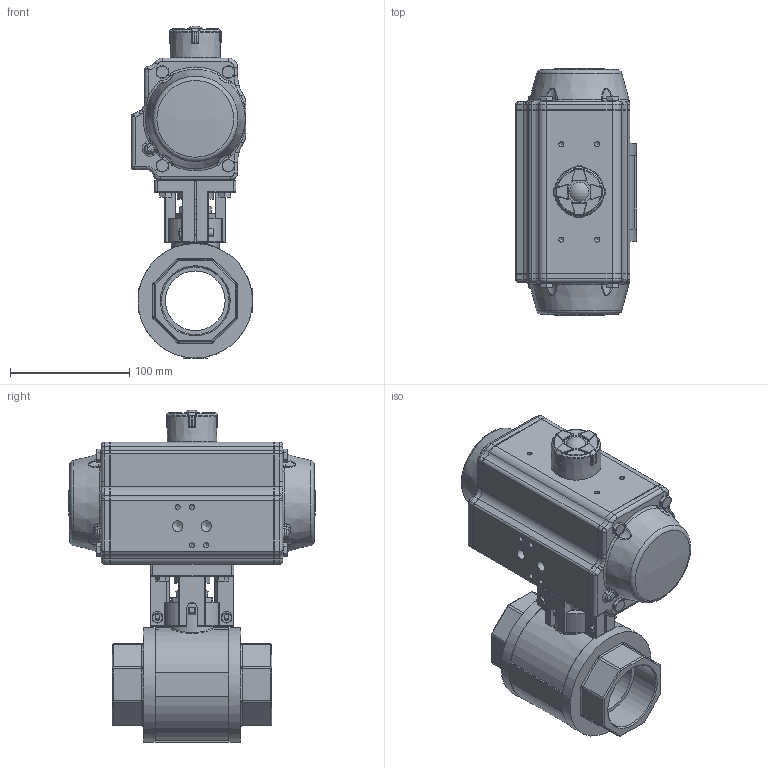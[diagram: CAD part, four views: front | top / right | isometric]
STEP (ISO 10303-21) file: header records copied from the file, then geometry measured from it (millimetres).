
FILE_DESCRIPTION(/* description */ ('Unknown'),/* implementation_level */ '2;1');
FILE_NAME(/* name */ 'DW04 0852-09',/* time_stamp */ '2022-10-20T12:52:12+02:00',/* author */ ('Unknown'),/* organization */ ('Unknown'),/* preprocessor_version */ 'ST-DEVELOPER v16.7',/* originating_system */ 'Solid Edge',/* authorisation */ 'Unknown');
FILE_SCHEMA (('AUTOMOTIVE_DESIGN {1 0 10303 214 3 1 1}'));
Length unit declared in the file: millimetre
Products named in the file (15): DW70-2.852.050; 2.852.050_mit Spindeladapter; Backen F05_F07; DIN912M4x25; DIN126-M4; DIN934_M4; DIN558_M_6x30.1.3; DW04_FR03_(DW70_FR52); ____; ________(___________; _____________; ______; hex head bolts-full thread grade c gb_GB_FASTENER_BOLT_HHBFTC M6X20-N; cup head nib bolts with large head gb_GB_FASTENER_BOLT_CHNBW M6X25-N; KP-75
Assembly tree (30 placements, depth 4):
  DW70-2.852.050
    2.852.050_mit Spindeladapter
    Backen F05_F07  x2
    DIN912M4x25  x2
    DIN126-M4  x2
    DIN934_M4  x2
    DIN558_M_6x30.1.3  x4
    DW04_FR03_(DW70_FR52)
      ____
        ________(___________  x2
        _____________  x2
        ______
      hex head bolts-full thread grade c gb_GB_FASTENER_BOLT_HHBFTC M6X20-N  x8
      cup head nib bolts with large head gb_GB_FASTENER_BOLT_CHNBW M6X25-N
      KP-75
Bounding box: 101.5 x 206.95 x 278.4 mm (x, y, z)
Volume: 2207002.4 mm3; surface area: 219805.7 mm2
Topology: 28 solids, 29 shells, 1363 faces, 3267 edges, 1962 vertices
Faces by surface type: plane 501, cylinder 424, bspline 152, cone 150, torus 111, sphere 25
Full cylindrical faces by diameter (mm): 3 x18, 3.242 x2, 3.3 x8, 4 x2, 4.2 x8, 4.5 x2, 4.66 x1, 5 x13, 6 x13, 6.2 x1, 6.4 x4, 6.647 x2, 6.8 x4, 7 x6, 8.8 x2, 9 x6, 17.3 x1, 21.8 x1, 24.6 x1, 30 x1, 32 x2, 38.5 x1, 40 x1, 50 x1, 56.656 x2, 96 x2
Entity records: 34081 total; most frequent: CARTESIAN_POINT 11008, DIRECTION 4370, ORIENTED_EDGE 4236, EDGE_CURVE 2118, AXIS2_PLACEMENT_3D 1709, VERTEX_POINT 1374, FACE_BOUND 1172, EDGE_LOOP 1144
